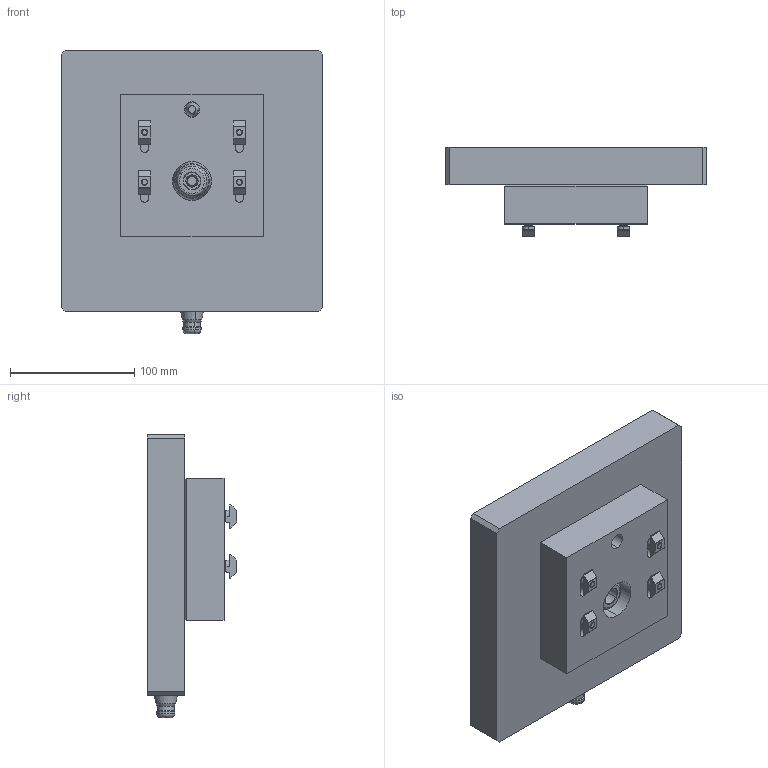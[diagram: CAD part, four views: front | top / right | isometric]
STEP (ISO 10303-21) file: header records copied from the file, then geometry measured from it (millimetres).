
FILE_DESCRIPTION (( 'STEP AP214' ), '1' );
FILE_NAME ('08-1964.STEP', '2024-07-02T14:52:46', ( '' ), ( '' ), 'SwSTEP 2.0', 'SolidWorks 2022', '' );
FILE_SCHEMA (( 'AUTOMOTIVE_DESIGN' ));
Length unit declared in the file: inch
Products named in the file (11): 40-1626_40-1626; 10000261365; 10000106473; 10000255248; 10000141272; 10000258531; 10000210160; 08-1964; 40-0230_40-0230; 10000210310_3064N14; 10000258512
Assembly tree (16 placements, depth 3):
  08-1964
    10000258531
      10000261365
      40-1626_40-1626  x4
      10000106473  x4
    10000258512
      10000255248
      10000141272
      40-0230_40-0230
      10000210310_3064N14
      10000210160
Bounding box: 210 x 72.05 x 227.7 mm (x, y, z)
Volume: 1689692.7 mm3; surface area: 186250.8 mm2
Topology: 14 solids, 14 shells, 843 faces, 2176 edges, 1386 vertices
Faces by surface type: cylinder 521, plane 165, cone 121, bspline 32, torus 4
Entity records: 18878 total; most frequent: CARTESIAN_POINT 7055, ORIENTED_EDGE 2210, DIRECTION 2019, EDGE_CURVE 1105, AXIS2_PLACEMENT_3D 781, VERTEX_POINT 696, EDGE_LOOP 505, LINE 457
